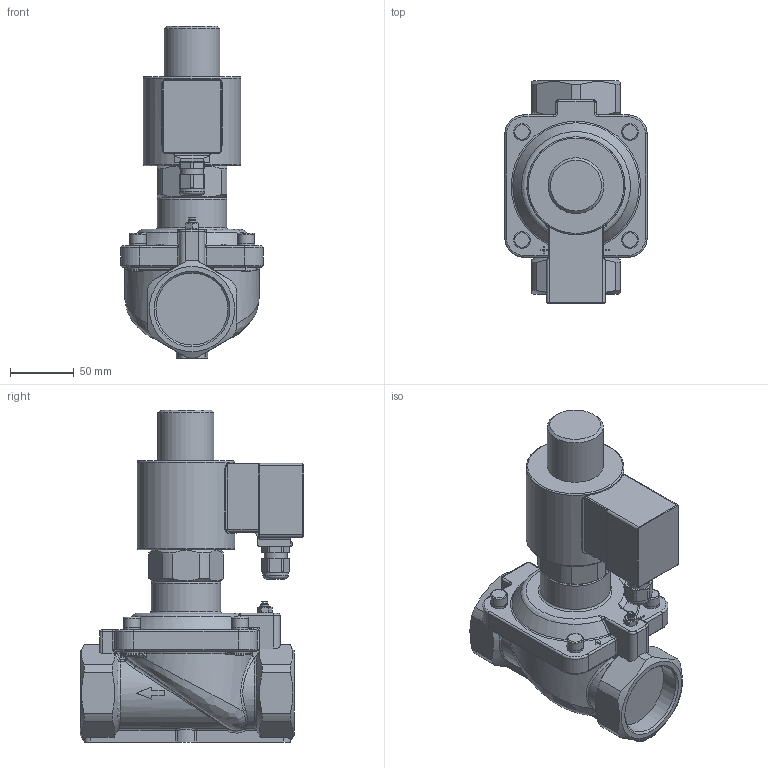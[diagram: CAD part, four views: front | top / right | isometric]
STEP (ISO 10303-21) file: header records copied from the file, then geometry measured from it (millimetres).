
FILE_DESCRIPTION(/* description */ ('3D-Modell'),/* implementation_level */ '2;1');
FILE_NAME(/* name */ '043.001538_B4328-1001-,242-NO.stp',/* time_stamp */ '2024-03-11T09:30:38+01:00',/* author */ ('CBeuthner'),/* organization */ (''),/* preprocessor_version */ 'ST-DEVELOPER v16.1',/* originating_system */ 'Autodesk Inventor 2016',/* authorisation */ '');
FILE_SCHEMA (('CONFIG_CONTROL_DESIGN'));
Length unit declared in the file: millimetre
Products named in the file (1): 88-005232
Bounding box: 112 x 175.5 x 261.2 mm (x, y, z)
Volume: 1638395.6 mm3; surface area: 131020.4 mm2
Topology: 1 solids, 1 shells, 479 faces, 1192 edges, 726 vertices
Faces by surface type: plane 168, cylinder 161, torus 53, bspline 44, cone 33, sphere 20
Full cylindrical faces by diameter (mm): 4.917 x2, 5 x1, 6 x1, 8 x4, 13 x4, 18 x1, 20 x1, 44 x1, 55 x1, 56.656 x2, 77 x1
Entity records: 16073 total; most frequent: CARTESIAN_POINT 5303, DIRECTION 2229, ORIENTED_EDGE 2228, EDGE_CURVE 1114, AXIS2_PLACEMENT_3D 893, VERTEX_POINT 713, EDGE_LOOP 563, FACE_OUTER_BOUND 479
